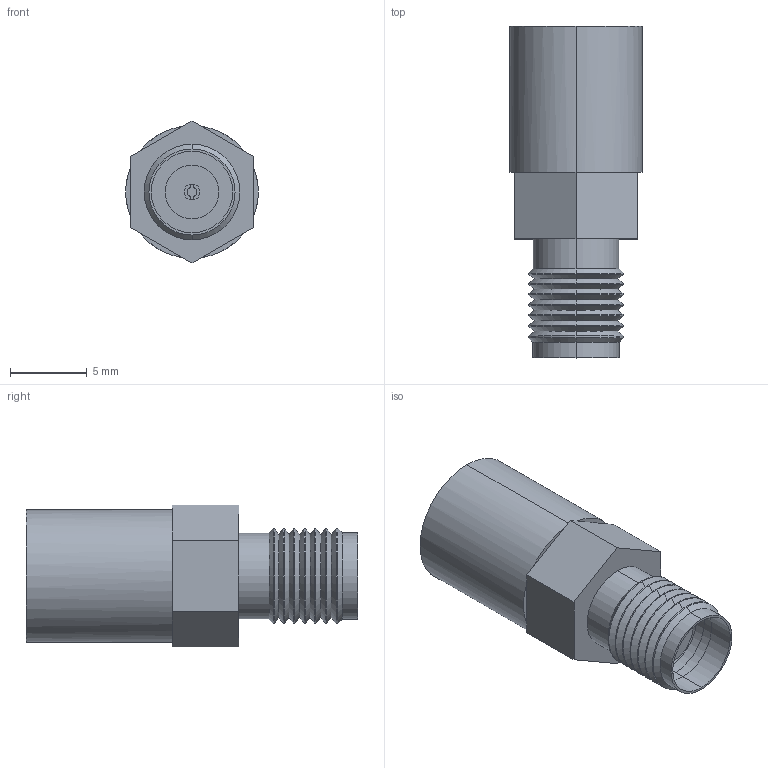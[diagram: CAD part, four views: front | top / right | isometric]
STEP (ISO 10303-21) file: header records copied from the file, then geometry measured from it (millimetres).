
FILE_DESCRIPTION (( 'STEP AP203' ), '1' );
FILE_NAME ('BTS5F.STEP', '2006-06-30T19:42:10', ( ' ' ), ( ' ' ), 'SwSTEP 2.0', 'SolidWorks 2005354', '' );
FILE_SCHEMA (( 'CONFIG_CONTROL_DESIGN' ));
Length unit declared in the file: inch
Products named in the file (1): BTS5F
Bounding box: 8.64 x 21.62 x 9.24 mm (x, y, z)
Volume: 901.9 mm3; surface area: 868.3 mm2
Topology: 1 solids, 2 shells, 95 faces, 201 edges, 114 vertices
Faces by surface type: cylinder 33, plane 32, cone 30
Entity records: 2590 total; most frequent: DIRECTION 487, CARTESIAN_POINT 411, ORIENTED_EDGE 402, EDGE_CURVE 201, AXIS2_PLACEMENT_3D 190, VERTEX_POINT 114, VECTOR 107, LINE 107
